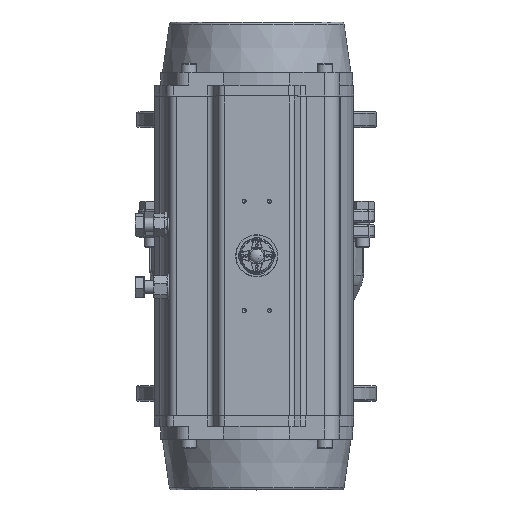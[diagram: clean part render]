
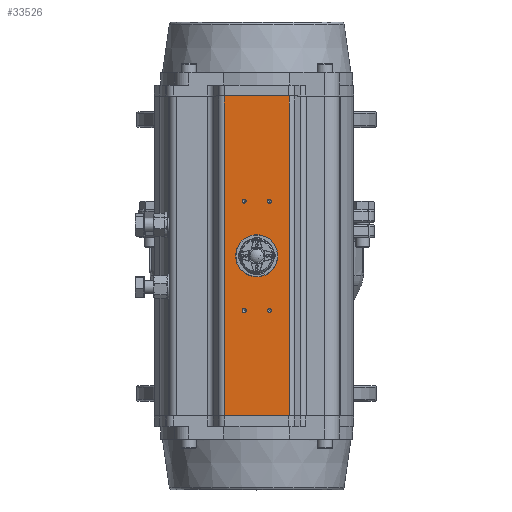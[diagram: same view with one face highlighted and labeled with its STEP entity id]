
A CAD part, top view. The second image highlights one B-rep face of the part: STEP entity #33526.
In plain terms, the highlighted face is planar.
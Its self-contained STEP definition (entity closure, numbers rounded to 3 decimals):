
#2318=LINE('',#86131,#4383);
#2361=LINE('',#86289,#4426);
#2362=LINE('',#86291,#4427);
#2363=LINE('',#86293,#4428);
#4383=VECTOR('',#44383,1000.);
#4426=VECTOR('',#44552,1000.);
#4427=VECTOR('',#44555,1000.);
#4428=VECTOR('',#44556,1000.);
#13054=ORIENTED_EDGE('',*,*,#19175,.F.);
#13055=ORIENTED_EDGE('',*,*,#19254,.F.);
#13056=ORIENTED_EDGE('',*,*,#19255,.T.);
#13057=ORIENTED_EDGE('',*,*,#19256,.T.);
#13058=ORIENTED_EDGE('',*,*,#19257,.F.);
#13059=ORIENTED_EDGE('',*,*,#19258,.F.);
#13060=ORIENTED_EDGE('',*,*,#19259,.F.);
#13061=ORIENTED_EDGE('',*,*,#19260,.F.);
#13062=ORIENTED_EDGE('',*,*,#19261,.F.);
#19175=EDGE_CURVE('',#22783,#22784,#2318,.T.);
#19254=EDGE_CURVE('',#22835,#22783,#2361,.T.);
#19255=EDGE_CURVE('',#22835,#22836,#2362,.T.);
#19256=EDGE_CURVE('',#22836,#22784,#2363,.T.);
#19257=EDGE_CURVE('',#22837,#22837,#24930,.T.);
#19258=EDGE_CURVE('',#22838,#22838,#24931,.T.);
#19259=EDGE_CURVE('',#22839,#22839,#24932,.T.);
#19260=EDGE_CURVE('',#22840,#22840,#24933,.T.);
#19261=EDGE_CURVE('',#22841,#22841,#24934,.T.);
#22783=VERTEX_POINT('',#86130);
#22784=VERTEX_POINT('',#86132);
#22835=VERTEX_POINT('',#86288);
#22836=VERTEX_POINT('',#86292);
#22837=VERTEX_POINT('',#86295);
#22838=VERTEX_POINT('',#86297);
#22839=VERTEX_POINT('',#86299);
#22840=VERTEX_POINT('',#86301);
#22841=VERTEX_POINT('',#86303);
#24930=CIRCLE('',#37181,20.);
#24931=CIRCLE('',#37182,2.5);
#24932=CIRCLE('',#37183,2.5);
#24933=CIRCLE('',#37184,2.5);
#24934=CIRCLE('',#37185,2.5);
#27401=EDGE_LOOP('',(#13054,#13055,#13056,#13057));
#27402=EDGE_LOOP('',(#13058));
#27403=EDGE_LOOP('',(#13059));
#27404=EDGE_LOOP('',(#13060));
#27405=EDGE_LOOP('',(#13061));
#27406=EDGE_LOOP('',(#13062));
#30244=FACE_BOUND('',#27401,.T.);
#30245=FACE_BOUND('',#27402,.T.);
#30246=FACE_BOUND('',#27403,.T.);
#30247=FACE_BOUND('',#27404,.T.);
#30248=FACE_BOUND('',#27405,.T.);
#30249=FACE_BOUND('',#27406,.T.);
#31835=PLANE('',#37180);
#33526=ADVANCED_FACE('',(#30244,#30245,#30246,#30247,#30248,#30249),#31835,
 .T.);
#37180=AXIS2_PLACEMENT_3D('',#86290,#44553,#44554);
#37181=AXIS2_PLACEMENT_3D('',#86294,#44557,#44558);
#37182=AXIS2_PLACEMENT_3D('',#86296,#44559,#44560);
#37183=AXIS2_PLACEMENT_3D('',#86298,#44561,#44562);
#37184=AXIS2_PLACEMENT_3D('',#86300,#44563,#44564);
#37185=AXIS2_PLACEMENT_3D('',#86302,#44565,#44566);
#44383=DIRECTION('',(-1.,0.,0.));
#44552=DIRECTION('',(0.,0.,1.));
#44553=DIRECTION('',(0.,1.,0.));
#44554=DIRECTION('',(-1.,0.,0.));
#44555=DIRECTION('',(-1.,0.,0.));
#44556=DIRECTION('',(0.,0.,1.));
#44557=DIRECTION('',(0.,1.,0.));
#44558=DIRECTION('',(-1.,0.,0.));
#44559=DIRECTION('',(0.,1.,0.));
#44560=DIRECTION('',(0.,0.,1.));
#44561=DIRECTION('',(0.,1.,0.));
#44562=DIRECTION('',(0.,0.,1.));
#44563=DIRECTION('',(0.,1.,0.));
#44564=DIRECTION('',(0.,0.,1.));
#44565=DIRECTION('',(0.,1.,0.));
#44566=DIRECTION('',(0.,0.,1.));
#86130=CARTESIAN_POINT('',(38.381,127.25,0.));
#86131=CARTESIAN_POINT('',(-38.381,127.25,0.));
#86132=CARTESIAN_POINT('',(-38.381,127.25,0.));
#86288=CARTESIAN_POINT('',(38.381,127.25,-380.));
#86289=CARTESIAN_POINT('',(38.381,127.25,-380.));
#86290=CARTESIAN_POINT('',(-38.381,127.25,-380.));
#86291=CARTESIAN_POINT('',(-38.381,127.25,-380.));
#86292=CARTESIAN_POINT('',(-38.381,127.25,-380.));
#86293=CARTESIAN_POINT('',(-38.381,127.25,-380.));
#86294=CARTESIAN_POINT('',(0.,127.25,-190.));
#86295=CARTESIAN_POINT('',(-20.,127.25,-190.));
#86296=CARTESIAN_POINT('',(15.,127.25,-125.));
#86297=CARTESIAN_POINT('',(15.,127.25,-122.5));
#86298=CARTESIAN_POINT('',(-15.,127.25,-125.));
#86299=CARTESIAN_POINT('',(-15.,127.25,-122.5));
#86300=CARTESIAN_POINT('',(15.,127.25,-255.));
#86301=CARTESIAN_POINT('',(15.,127.25,-252.5));
#86302=CARTESIAN_POINT('',(-15.,127.25,-255.));
#86303=CARTESIAN_POINT('',(-15.,127.25,-252.5));
